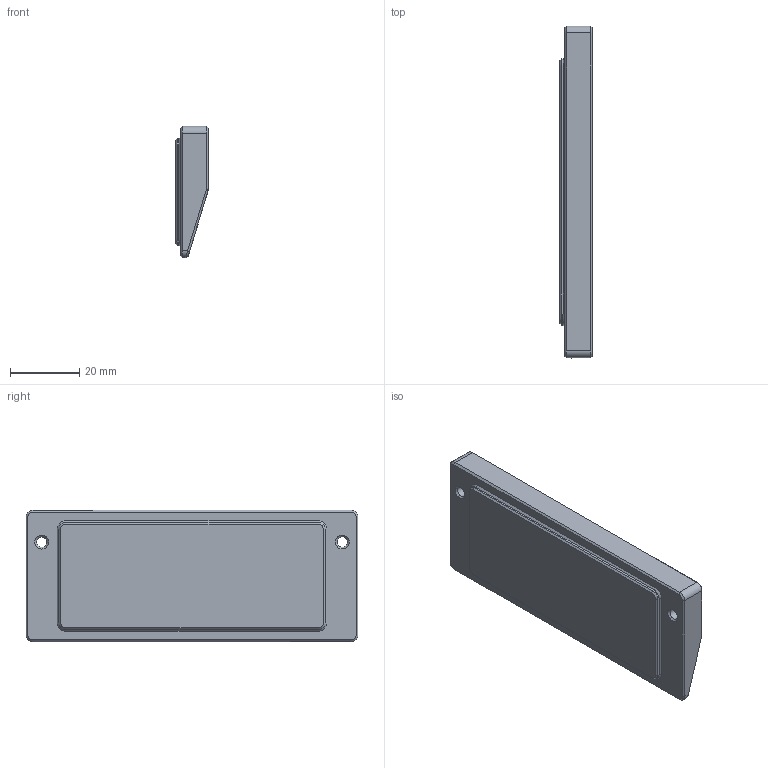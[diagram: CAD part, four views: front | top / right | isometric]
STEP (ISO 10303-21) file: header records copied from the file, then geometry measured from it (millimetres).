
FILE_DESCRIPTION(/* description */ ('STEP AP242','CAx-IF Rec.Pracs.---Representation and Presentation of Product Manufacturing Information (PMI)---4.0---2014-10-13','CAx-IF Rec.Pracs.---3D Tessellated Geometry---0.4---2014-09-14','2;1'),/* implementation_level */ '2;1');
FILE_NAME(/* name */ 'Case - BattPack - Container Cover',/* time_stamp */ '2024-09-07T07:29:28Z',/* author */ (''),/* organization */ (''),/* preprocessor_version */ 'ST-DEVELOPER v20',/* originating_system */ ' ',/* authorisation */ ' ');
FILE_SCHEMA (('AP242_MANAGED_MODEL_BASED_3D_ENGINEERING_MIM_LF { 1 0 10303 442 1 1 4 }'));
Length unit declared in the file: metre
Products named in the file (1): BattPack - Container Cover
Bounding box: 9.53 x 96.01 x 38.03 mm (x, y, z)
Volume: 26872.2 mm3; surface area: 8973.3 mm2
Topology: 1 solids, 1 shells, 69 faces, 148 edges, 84 vertices
Faces by surface type: plane 35, cone 20, cylinder 12, bspline 2
Full cylindrical faces by diameter (mm): 3 x2, 4.5 x2
Entity records: 1832 total; most frequent: CARTESIAN_POINT 354, DIRECTION 308, ORIENTED_EDGE 276, EDGE_CURVE 138, AXIS2_PLACEMENT_3D 110, LINE 88, VECTOR 88, EDGE_LOOP 86
